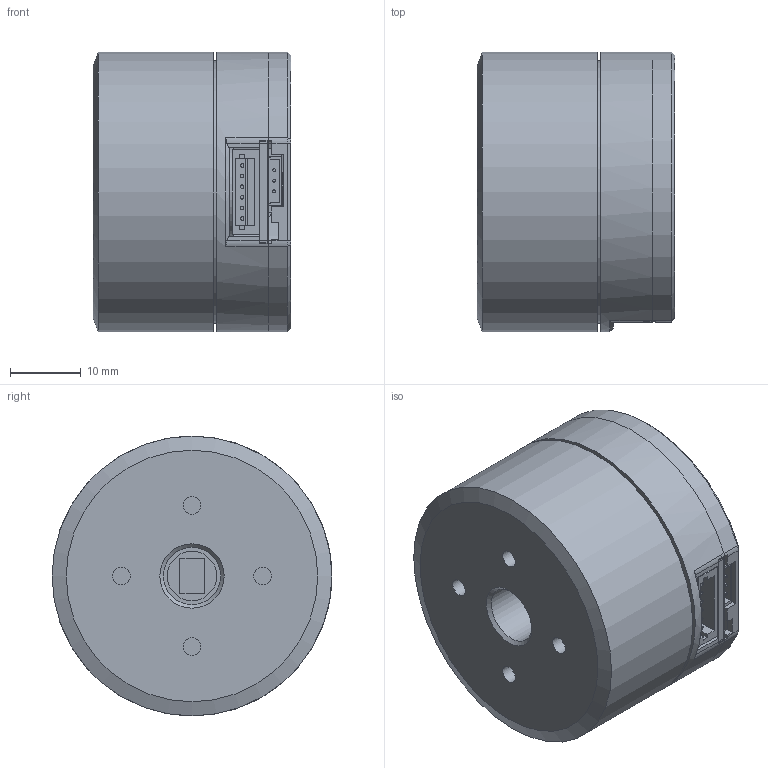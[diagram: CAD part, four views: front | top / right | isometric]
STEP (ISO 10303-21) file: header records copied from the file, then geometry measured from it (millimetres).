
FILE_DESCRIPTION(/* description */ ('STEP AP214'),/* implementation_level */ '2;1');
FILE_NAME(/* name */ 'MF4010v2 v1.step',/* time_stamp */ '2025-07-21T00:40:23+03:00',/* author */ (''),/* organization */ (''),/* preprocessor_version */ 'ST-DEVELOPER v20.1',/* originating_system */ 'Autodesk Translation Framework v14.10.0.0',/* authorisation */ '');
FILE_SCHEMA (('AUTOMOTIVE_DESIGN { 1 0 10303 214 3 1 1 }'));
Length unit declared in the file: millimetre
Products named in the file (1): MF4010v2
Bounding box: 28 x 39.6 x 39.6 mm (x, y, z)
Volume: 26990 mm3; surface area: 19125.3 mm2
Topology: 37 solids, 37 shells, 897 faces, 2258 edges, 1492 vertices
Faces by surface type: plane 542, cylinder 240, bspline 74, cone 21, torus 14, sphere 6
Full cylindrical faces by diameter (mm): 0.4 x3, 0.5 x24, 0.8 x5, 0.9 x2, 1.6 x4, 2 x4, 2.05 x4, 2.1 x2, 2.2 x4, 2.4 x1, 2.5 x4, 2.7 x4, 3.8 x2, 4 x4, 4.5 x8, 4.6 x4, 4.65 x4, 7 x1, 8.1 x1, 9 x1, 12.651 x1, 18 x1, 19 x1, 21.895 x1, 36.2 x1, 37.2 x1, 38.6 x1, 39.6 x2
Entity records: 31378 total; most frequent: CARTESIAN_POINT 8592, ORIENTED_EDGE 4496, DIRECTION 4391, EDGE_CURVE 2248, VERTEX_POINT 1492, AXIS2_PLACEMENT_3D 1465, LINE 1461, VECTOR 1461
